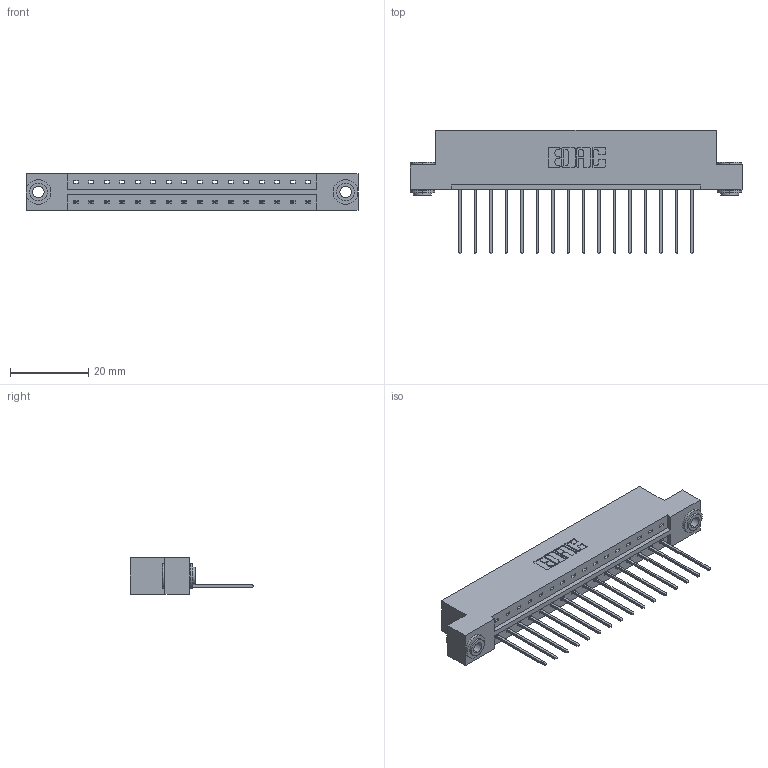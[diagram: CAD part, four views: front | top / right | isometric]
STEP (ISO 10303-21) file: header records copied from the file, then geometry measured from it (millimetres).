
FILE_DESCRIPTION (( 'STEP AP203' ), '1' );
FILE_NAME ('833-016-542-103.STEP', '2020-05-31T18:10:22', ( '' ), ( '' ), 'SwSTEP 2.0', 'SolidWorks 2020', '' );
FILE_SCHEMA (( 'CONFIG_CONTROL_DESIGN' ));
Length unit declared in the file: inch
Products named in the file (4): 833 Part_Flush - .156 Dia - TH; 345-250-002_345-250-002-102; 345-292-001_345-293-142; 833-016-542-103
Assembly tree (19 placements, depth 2):
  833-016-542-103
    833 Part_Flush - .156 Dia - TH
    345-292-001_345-293-142  x16
    345-250-002_345-250-002-102  x2
Bounding box: 84.94 x 31.63 x 9.4 mm (x, y, z)
Volume: 8378.5 mm3; surface area: 9357.2 mm2
Topology: 19 solids, 19 shells, 1080 faces, 3203 edges, 2110 vertices
Faces by surface type: plane 752, cylinder 320, cone 8
Entity records: 13812 total; most frequent: CARTESIAN_POINT 2365, ORIENTED_EDGE 2310, DIRECTION 2081, EDGE_CURVE 1155, LINE 1003, VECTOR 1003, VERTEX_POINT 766, AXIS2_PLACEMENT_3D 539
